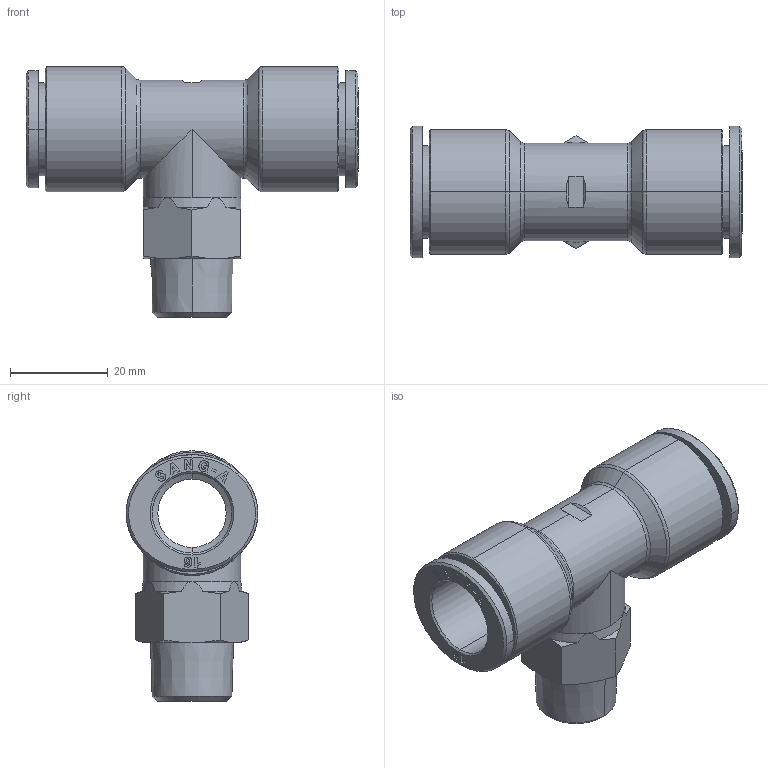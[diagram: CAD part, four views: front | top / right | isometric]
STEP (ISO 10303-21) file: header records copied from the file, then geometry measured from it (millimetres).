
FILE_DESCRIPTION (( 'STEP AP214' ), '1' );
FILE_NAME ('PT16-03.stp', '2015-10-14T10:17:13', ( '' ), ( '' ), 'SwSTEP 2.0', 'SolidWorks 2015', '' );
FILE_SCHEMA (( 'AUTOMOTIVE_DESIGN' ));
Length unit declared in the file: millimetre
Products named in the file (2): PT16-03; ｦ+ﾃｦ1
Assembly tree (1 placements, depth 2):
  PT16-03
    ｦ+ﾃｦ1
Bounding box: 68 x 27 x 51.3 mm (x, y, z)
Volume: 22915.7 mm3; surface area: 12414 mm2
Topology: 1 solids, 1 shells, 522 faces, 1432 edges, 938 vertices
Faces by surface type: plane 373, bspline 64, cone 43, cylinder 38, torus 4
Entity records: 19302 total; most frequent: CARTESIAN_POINT 5862, ORIENTED_EDGE 2860, DIRECTION 2299, EDGE_CURVE 1430, LINE 1117, VECTOR 1117, VERTEX_POINT 938, AXIS2_PLACEMENT_3D 591
